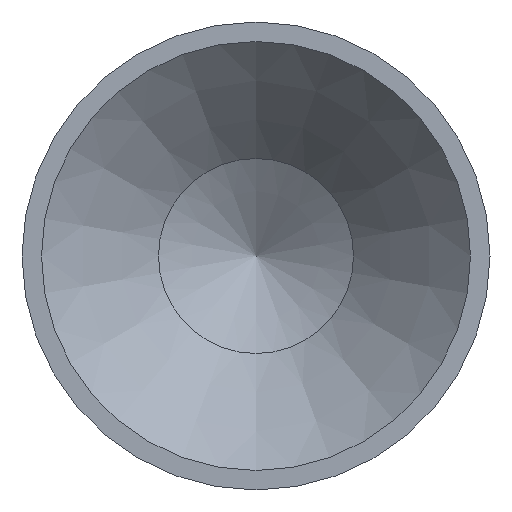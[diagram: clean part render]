
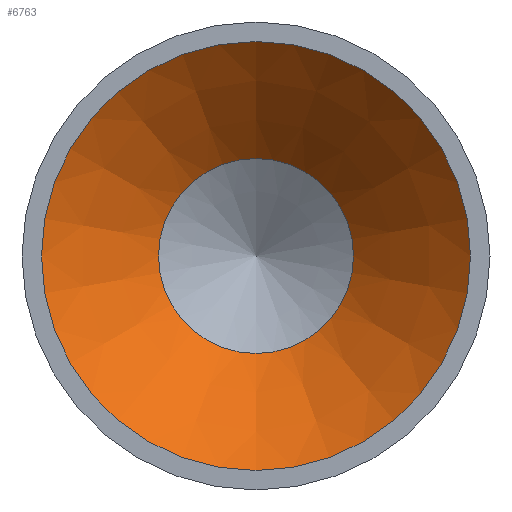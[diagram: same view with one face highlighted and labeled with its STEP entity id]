
A CAD part, front view. The second image highlights one B-rep face of the part: STEP entity #6763.
In plain terms, the highlighted conical face has half-angle 45 degrees and reference radius 5.5 mm.
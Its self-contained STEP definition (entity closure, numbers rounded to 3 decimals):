
#142 = EDGE_LOOP ( 'NONE', ( #8411 ) ) ;
#377 = CARTESIAN_POINT ( 'NONE',  ( 0., 0., -5.5 ) ) ;
#398 = CIRCLE ( 'NONE', #11721, 5.5 ) ;
#1093 = VERTEX_POINT ( 'NONE', #377 ) ;
#1311 = DIRECTION ( 'NONE',  ( 0., 0., -1. ) ) ;
#2182 = CARTESIAN_POINT ( 'NONE',  ( 0., 0., 0. ) ) ;
#2201 = DIRECTION ( 'NONE',  ( 0., -1., 0. ) ) ;
#2572 = EDGE_CURVE ( 'NONE', #10483, #10483, #11733, .T. ) ;
#2752 = FACE_OUTER_BOUND ( 'NONE', #11072, .T. ) ;
#3153 = CARTESIAN_POINT ( 'NONE',  ( 0., 3., -2.5 ) ) ;
#4213 = AXIS2_PLACEMENT_3D ( 'NONE', #8384, #2201, #1311 ) ;
#5119 = FACE_BOUND ( 'NONE', #142, .T. ) ;
#5824 = DIRECTION ( 'NONE',  ( 0., -1., 0. ) ) ;
#5870 = DIRECTION ( 'NONE',  ( 0., 0., -1. ) ) ;
#6763 = ADVANCED_FACE ( 'NONE', ( #5119, #2752 ), #9978, .F. ) ;
#7112 = DIRECTION ( 'NONE',  ( 0., 1., 0. ) ) ;
#7994 = DIRECTION ( 'NONE',  ( 0., 0., -1. ) ) ;
#8158 = CARTESIAN_POINT ( 'NONE',  ( 0., 3., 0. ) ) ;
#8384 = CARTESIAN_POINT ( 'NONE',  ( 0., 0., 0. ) ) ;
#8411 = ORIENTED_EDGE ( 'NONE', *, *, #2572, .T. ) ;
#8630 = ORIENTED_EDGE ( 'NONE', *, *, #11140, .T. ) ;
#9561 = AXIS2_PLACEMENT_3D ( 'NONE', #8158, #7112, #7994 ) ;
#9978 = CONICAL_SURFACE ( 'NONE', #4213, 5.5, 0.785 ) ;
#10483 = VERTEX_POINT ( 'NONE', #3153 ) ;
#11072 = EDGE_LOOP ( 'NONE', ( #8630 ) ) ;
#11140 = EDGE_CURVE ( 'NONE', #1093, #1093, #398, .T. ) ;
#11721 = AXIS2_PLACEMENT_3D ( 'NONE', #2182, #5824, #5870 ) ;
#11733 = CIRCLE ( 'NONE', #9561, 2.5 ) ;
